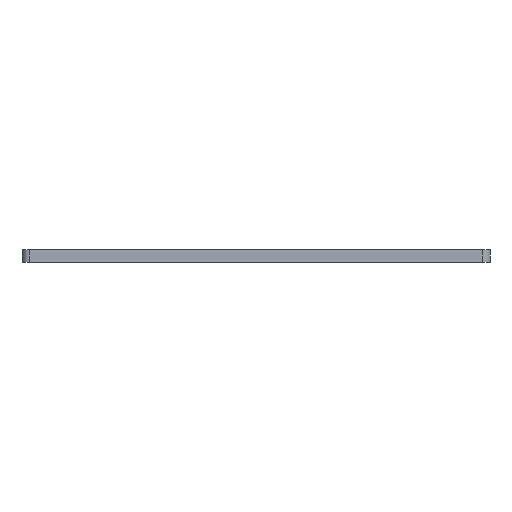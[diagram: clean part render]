
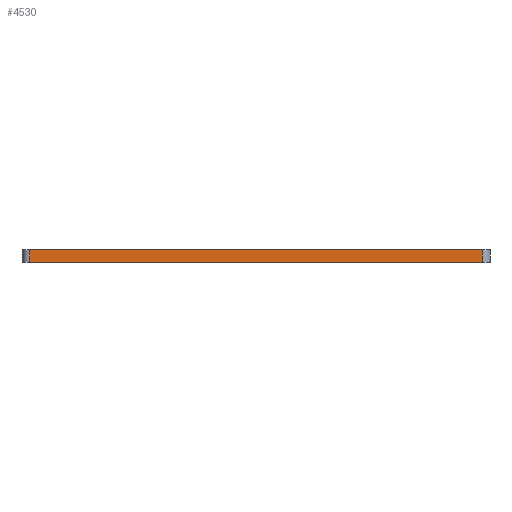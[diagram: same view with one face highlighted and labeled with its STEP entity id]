
A CAD part, front view. The second image highlights one B-rep face of the part: STEP entity #4530.
In plain terms, the highlighted planar face has unit normal (0, -1, 0).
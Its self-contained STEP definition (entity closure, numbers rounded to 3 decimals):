
#293=PLANE('',#5018);
#510=FACE_OUTER_BOUND('',#768,.T.);
#768=EDGE_LOOP('',(#3719,#3720,#3721,#3722));
#1268=LINE('',#7594,#1612);
#1269=LINE('',#7597,#1613);
#1270=LINE('',#7599,#1614);
#1271=LINE('',#7600,#1615);
#1612=VECTOR('',#6318,5.);
#1613=VECTOR('',#6321,174.);
#1614=VECTOR('',#6322,174.);
#1615=VECTOR('',#6323,5.);
#2319=VERTEX_POINT('',#7587);
#2322=VERTEX_POINT('',#7592);
#2323=VERTEX_POINT('',#7596);
#2324=VERTEX_POINT('',#7598);
#2930=EDGE_CURVE('',#2319,#2322,#1268,.T.);
#2931=EDGE_CURVE('',#2323,#2319,#1269,.T.);
#2932=EDGE_CURVE('',#2324,#2322,#1270,.T.);
#2933=EDGE_CURVE('',#2323,#2324,#1271,.T.);
#3719=ORIENTED_EDGE('',*,*,#2931,.T.);
#3720=ORIENTED_EDGE('',*,*,#2930,.T.);
#3721=ORIENTED_EDGE('',*,*,#2932,.F.);
#3722=ORIENTED_EDGE('',*,*,#2933,.F.);
#4530=ADVANCED_FACE('',(#510),#293,.T.);
#5018=AXIS2_PLACEMENT_3D('',#7595,#6319,#6320);
#6318=DIRECTION('',(0.,0.,1.));
#6319=DIRECTION('center_axis',(0.,-1.,0.));
#6320=DIRECTION('ref_axis',(1.,0.,0.));
#6321=DIRECTION('',(1.,0.,0.));
#6322=DIRECTION('',(1.,0.,0.));
#6323=DIRECTION('',(0.,0.,1.));
#7587=CARTESIAN_POINT('',(282.008,184.648,0.));
#7592=CARTESIAN_POINT('',(282.008,184.648,5.));
#7594=CARTESIAN_POINT('',(282.008,184.648,0.));
#7595=CARTESIAN_POINT('Origin',(108.008,184.648,0.));
#7596=CARTESIAN_POINT('',(108.008,184.648,0.));
#7597=CARTESIAN_POINT('',(108.008,184.648,0.));
#7598=CARTESIAN_POINT('',(108.008,184.648,5.));
#7599=CARTESIAN_POINT('',(108.008,184.648,5.));
#7600=CARTESIAN_POINT('',(108.008,184.648,0.));
